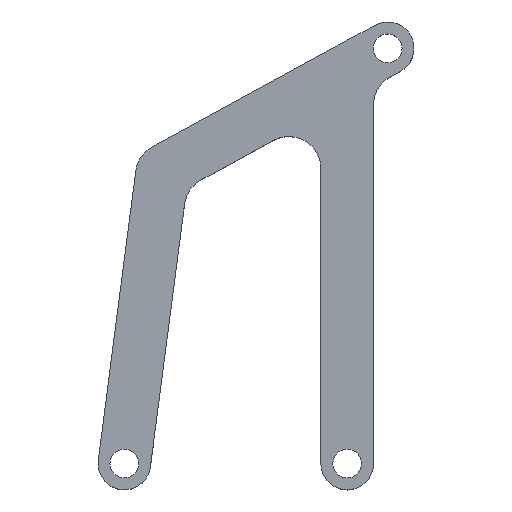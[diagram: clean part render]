
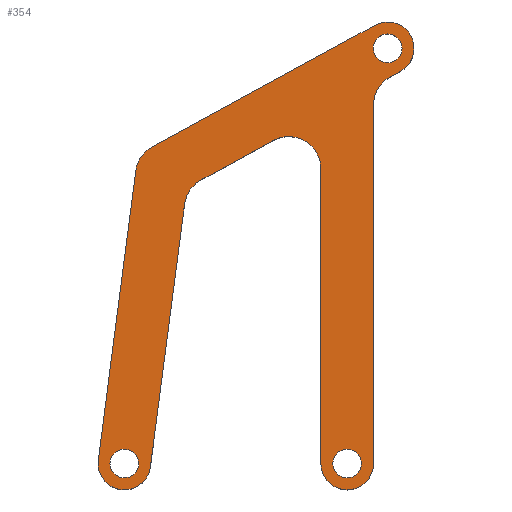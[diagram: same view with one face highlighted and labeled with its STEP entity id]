
A CAD part, top view. The second image highlights one B-rep face of the part: STEP entity #354.
In plain terms, the highlighted planar face has unit normal (0, 0, 1).
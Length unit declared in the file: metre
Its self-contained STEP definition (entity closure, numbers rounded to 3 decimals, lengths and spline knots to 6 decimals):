
#19=PLANE('',#398);
#25=LINE('',#535,#53);
#28=LINE('',#542,#56);
#30=LINE('',#546,#58);
#37=LINE('',#565,#65);
#38=LINE('',#567,#66);
#45=LINE('',#586,#73);
#46=LINE('',#593,#74);
#53=VECTOR('',#426,1.);
#56=VECTOR('',#431,1.);
#58=VECTOR('',#435,1.);
#65=VECTOR('',#450,1.);
#66=VECTOR('',#453,1.);
#73=VECTOR('',#468,1.);
#74=VECTOR('',#477,1.);
#123=ORIENTED_EDGE('',*,*,#209,.F.);
#124=ORIENTED_EDGE('',*,*,#203,.F.);
#125=ORIENTED_EDGE('',*,*,#213,.T.);
#126=ORIENTED_EDGE('',*,*,#206,.F.);
#127=ORIENTED_EDGE('',*,*,#175,.T.);
#128=ORIENTED_EDGE('',*,*,#179,.F.);
#129=ORIENTED_EDGE('',*,*,#214,.T.);
#130=ORIENTED_EDGE('',*,*,#182,.F.);
#131=ORIENTED_EDGE('',*,*,#215,.T.);
#132=ORIENTED_EDGE('',*,*,#184,.F.);
#133=ORIENTED_EDGE('',*,*,#190,.T.);
#134=ORIENTED_EDGE('',*,*,#193,.F.);
#135=ORIENTED_EDGE('',*,*,#216,.T.);
#136=ORIENTED_EDGE('',*,*,#194,.F.);
#137=ORIENTED_EDGE('',*,*,#200,.T.);
#138=ORIENTED_EDGE('',*,*,#204,.F.);
#139=ORIENTED_EDGE('',*,*,#211,.F.);
#175=EDGE_CURVE('',#224,#223,#256,.T.);
#179=EDGE_CURVE('',#226,#223,#25,.T.);
#182=EDGE_CURVE('',#229,#230,#28,.T.);
#184=EDGE_CURVE('',#231,#232,#30,.T.);
#190=EDGE_CURVE('',#231,#236,#258,.T.);
#193=EDGE_CURVE('',#238,#236,#37,.T.);
#194=EDGE_CURVE('',#239,#240,#38,.T.);
#200=EDGE_CURVE('',#239,#244,#260,.T.);
#203=EDGE_CURVE('',#246,#244,#45,.T.);
#204=EDGE_CURVE('',#247,#247,#261,.T.);
#206=EDGE_CURVE('',#224,#249,#46,.T.);
#209=EDGE_CURVE('',#251,#251,#263,.T.);
#211=EDGE_CURVE('',#253,#253,#265,.T.);
#213=EDGE_CURVE('',#246,#249,#267,.T.);
#214=EDGE_CURVE('',#226,#230,#268,.F.);
#215=EDGE_CURVE('',#229,#232,#269,.F.);
#216=EDGE_CURVE('',#238,#240,#270,.F.);
#223=VERTEX_POINT('',#526);
#224=VERTEX_POINT('',#528);
#226=VERTEX_POINT('',#534);
#229=VERTEX_POINT('',#541);
#230=VERTEX_POINT('',#543);
#231=VERTEX_POINT('',#547);
#232=VERTEX_POINT('',#548);
#236=VERTEX_POINT('',#558);
#238=VERTEX_POINT('',#564);
#239=VERTEX_POINT('',#568);
#240=VERTEX_POINT('',#569);
#244=VERTEX_POINT('',#579);
#246=VERTEX_POINT('',#585);
#247=VERTEX_POINT('',#589);
#249=VERTEX_POINT('',#594);
#251=VERTEX_POINT('',#600);
#253=VERTEX_POINT('',#605);
#256=CIRCLE('',#375,0.0033);
#258=CIRCLE('',#381,0.0033);
#260=CIRCLE('',#386,0.0033);
#261=CIRCLE('',#389,0.0018);
#263=CIRCLE('',#393,0.0018);
#265=CIRCLE('',#396,0.0018);
#267=CIRCLE('',#399,0.004);
#268=CIRCLE('',#400,0.004);
#269=CIRCLE('',#401,0.004);
#270=CIRCLE('',#402,0.004);
#291=EDGE_LOOP('',(#123));
#292=EDGE_LOOP('',(#124,#125,#126,#127,#128,#129,#130,#131,#132,#133,#134,
#135,#136,#137));
#293=EDGE_LOOP('',(#138));
#294=EDGE_LOOP('',(#139));
#319=FACE_BOUND('',#291,.T.);
#320=FACE_BOUND('',#292,.T.);
#321=FACE_BOUND('',#293,.T.);
#322=FACE_BOUND('',#294,.T.);
#354=ADVANCED_FACE('',(#319,#320,#321,#322),#19,.T.);
#375=AXIS2_PLACEMENT_3D('',#527,#419,#420);
#381=AXIS2_PLACEMENT_3D('',#559,#444,#445);
#386=AXIS2_PLACEMENT_3D('',#580,#462,#463);
#389=AXIS2_PLACEMENT_3D('',#588,#471,#472);
#393=AXIS2_PLACEMENT_3D('',#599,#482,#483);
#396=AXIS2_PLACEMENT_3D('',#604,#488,#489);
#398=AXIS2_PLACEMENT_3D('',#608,#492,#493);
#399=AXIS2_PLACEMENT_3D('',#609,#494,#495);
#400=AXIS2_PLACEMENT_3D('',#610,#496,#497);
#401=AXIS2_PLACEMENT_3D('',#611,#498,#499);
#402=AXIS2_PLACEMENT_3D('',#612,#500,#501);
#419=DIRECTION('',(0.,0.,1.));
#420=DIRECTION('',(1.,0.,0.));
#426=DIRECTION('',(-0.129,-0.992,0.));
#431=DIRECTION('',(-0.878,-0.479,0.));
#435=DIRECTION('',(0.,1.,0.));
#444=DIRECTION('',(0.,0.,1.));
#445=DIRECTION('',(1.,0.,0.));
#450=DIRECTION('',(0.,-1.,0.));
#453=DIRECTION('',(-0.878,-0.479,0.));
#462=DIRECTION('',(0.,0.,1.));
#463=DIRECTION('',(1.,0.,0.));
#468=DIRECTION('',(0.878,0.479,0.));
#471=DIRECTION('',(0.,0.,1.));
#472=DIRECTION('',(1.,0.,0.));
#477=DIRECTION('',(0.129,0.992,0.));
#482=DIRECTION('',(0.,0.,1.));
#483=DIRECTION('',(1.,0.,0.));
#488=DIRECTION('',(0.,0.,1.));
#489=DIRECTION('',(1.,0.,0.));
#492=DIRECTION('',(0.,0.,1.));
#493=DIRECTION('',(1.,0.,0.));
#494=DIRECTION('',(0.,0.,1.));
#495=DIRECTION('',(1.,0.,0.));
#496=DIRECTION('',(0.,0.,1.));
#497=DIRECTION('',(1.,0.,0.));
#498=DIRECTION('',(0.,0.,1.));
#499=DIRECTION('',(1.,0.,0.));
#500=DIRECTION('',(0.,0.,1.));
#501=DIRECTION('',(1.,0.,0.));
#526=CARTESIAN_POINT('',(0.003273,-0.000425,0.01));
#527=CARTESIAN_POINT('',(0.,0.,0.01));
#528=CARTESIAN_POINT('',(-0.003273,0.000425,0.01));
#534=CARTESIAN_POINT('',(0.007555,0.032549,0.01));
#535=CARTESIAN_POINT('',(0.005545,0.017073,0.01));
#541=CARTESIAN_POINT('',(0.018725,0.040518,0.01));
#542=CARTESIAN_POINT('',(0.016229,0.039157,0.01));
#543=CARTESIAN_POINT('',(0.009607,0.035546,0.01));
#546=CARTESIAN_POINT('',(0.02464,0.021871,0.01));
#547=CARTESIAN_POINT('',(0.02464,0.,0.01));
#548=CARTESIAN_POINT('',(0.02464,0.037006,0.01));
#558=CARTESIAN_POINT('',(0.03124,0.,0.01));
#559=CARTESIAN_POINT('',(0.02794,0.,0.01));
#564=CARTESIAN_POINT('',(0.03124,0.044966,0.01));
#565=CARTESIAN_POINT('',(0.03124,0.02367,0.01));
#567=CARTESIAN_POINT('',(0.03292,0.048257,0.01));
#568=CARTESIAN_POINT('',(0.0346,0.049173,0.01));
#569=CARTESIAN_POINT('',(0.033325,0.048478,0.01));
#579=CARTESIAN_POINT('',(0.03144,0.054967,0.01));
#580=CARTESIAN_POINT('',(0.03302,0.05207,0.01));
#585=CARTESIAN_POINT('',(0.003495,0.039731,0.01));
#586=CARTESIAN_POINT('',(0.016573,0.046861,0.01));
#588=CARTESIAN_POINT('',(0.03302,0.05207,0.01));
#589=CARTESIAN_POINT('',(0.03482,0.05207,0.01));
#593=CARTESIAN_POINT('',(-0.000783,0.01959,0.01));
#594=CARTESIAN_POINT('',(0.001443,0.036734,0.01));
#599=CARTESIAN_POINT('',(0.,0.,0.01));
#600=CARTESIAN_POINT('',(0.0018,0.,0.01));
#604=CARTESIAN_POINT('',(0.02794,0.,0.01));
#605=CARTESIAN_POINT('',(0.02974,0.,0.01));
#608=CARTESIAN_POINT('',(0.01651,0.026035,0.01));
#609=CARTESIAN_POINT('',(0.00541,0.036219,0.01));
#610=CARTESIAN_POINT('',(0.011522,0.032034,0.01));
#611=CARTESIAN_POINT('',(0.02064,0.037006,0.01));
#612=CARTESIAN_POINT('',(0.03524,0.044966,0.01));
